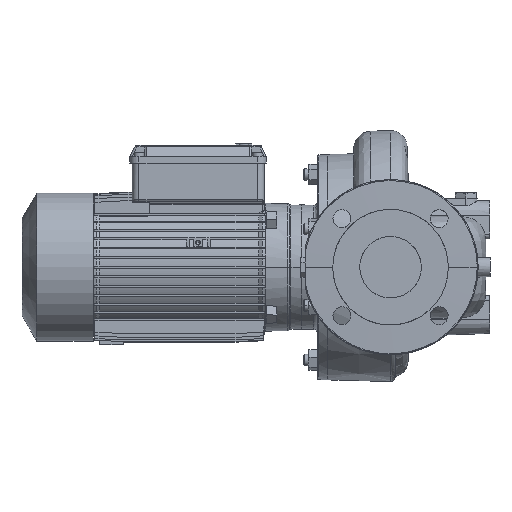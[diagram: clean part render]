
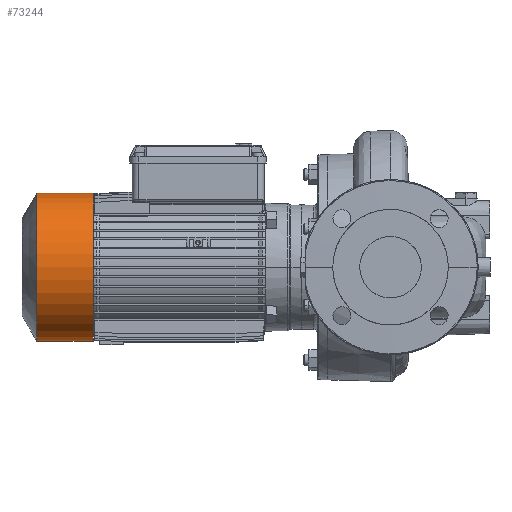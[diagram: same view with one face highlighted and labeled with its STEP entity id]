
A CAD part, left-side view. The second image highlights one B-rep face of the part: STEP entity #73244.
In plain terms, the highlighted cylindrical face has radius 78.3 mm (diameter 156.6 mm), a partial arc.
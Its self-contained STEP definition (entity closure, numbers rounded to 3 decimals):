
#2789 = ORIENTED_EDGE ( 'NONE', *, *, #12490, .T. ) ;
#4032 = CARTESIAN_POINT ( 'NONE',  ( 0., 78.3, -91. ) ) ;
#5688 = VERTEX_POINT ( 'NONE', #55092 ) ;
#10062 = AXIS2_PLACEMENT_3D ( 'NONE', #68704, #55252, #22936 ) ;
#11129 = EDGE_CURVE ( 'NONE', #27615, #86673, #64517, .T. ) ;
#12490 = EDGE_CURVE ( 'NONE', #12692, #5688, #94750, .T. ) ;
#12692 = VERTEX_POINT ( 'NONE', #39437 ) ;
#15472 = EDGE_CURVE ( 'NONE', #27615, #12692, #37531, .T. ) ;
#19422 = CYLINDRICAL_SURFACE ( 'NONE', #70841, 78.3 ) ;
#22936 = DIRECTION ( 'NONE',  ( 0., -1., 0. ) ) ;
#27615 = VERTEX_POINT ( 'NONE', #61270 ) ;
#28825 = ORIENTED_EDGE ( 'NONE', *, *, #34771, .F. ) ;
#32291 = CIRCLE ( 'NONE', #10062, 78.3 ) ;
#34771 = EDGE_CURVE ( 'NONE', #86673, #5688, #32291, .T. ) ;
#37531 = CIRCLE ( 'NONE', #93137, 78.3 ) ;
#39437 = CARTESIAN_POINT ( 'NONE',  ( 0., -78.3, -150.238 ) ) ;
#39852 = DIRECTION ( 'NONE',  ( 0., 0., 1. ) ) ;
#41927 = VECTOR ( 'NONE', #42605, 1000. ) ;
#42605 = DIRECTION ( 'NONE',  ( 0., 0., 1. ) ) ;
#50459 = CARTESIAN_POINT ( 'NONE',  ( 0., -78.3, -164.8 ) ) ;
#55092 = CARTESIAN_POINT ( 'NONE',  ( 0., -78.3, -91. ) ) ;
#55252 = DIRECTION ( 'NONE',  ( 0., 0., 1. ) ) ;
#55283 = CARTESIAN_POINT ( 'NONE',  ( 0., 0., -164.8 ) ) ;
#56265 = DIRECTION ( 'NONE',  ( 0., -1., 0. ) ) ;
#59177 = CARTESIAN_POINT ( 'NONE',  ( 0., 0., -150.238 ) ) ;
#60637 = DIRECTION ( 'NONE',  ( 0., 0., 1. ) ) ;
#61270 = CARTESIAN_POINT ( 'NONE',  ( 0., 78.3, -150.238 ) ) ;
#64517 = LINE ( 'NONE', #80402, #41927 ) ;
#65000 = ORIENTED_EDGE ( 'NONE', *, *, #11129, .F. ) ;
#68704 = CARTESIAN_POINT ( 'NONE',  ( 0., 0., -91. ) ) ;
#70841 = AXIS2_PLACEMENT_3D ( 'NONE', #55283, #39852, #56265 ) ;
#72857 = DIRECTION ( 'NONE',  ( 0., 0., 1. ) ) ;
#73244 = ADVANCED_FACE ( 'NONE', ( #98110 ), #19422, .T. ) ;
#80402 = CARTESIAN_POINT ( 'NONE',  ( 0., 78.3, -164.8 ) ) ;
#81555 = DIRECTION ( 'NONE',  ( 0., -1., 0. ) ) ;
#85626 = ORIENTED_EDGE ( 'NONE', *, *, #15472, .T. ) ;
#86673 = VERTEX_POINT ( 'NONE', #4032 ) ;
#92624 = EDGE_LOOP ( 'NONE', ( #65000, #85626, #2789, #28825 ) ) ;
#93137 = AXIS2_PLACEMENT_3D ( 'NONE', #59177, #60637, #81555 ) ;
#94750 = LINE ( 'NONE', #50459, #94838 ) ;
#94838 = VECTOR ( 'NONE', #72857, 1000. ) ;
#98110 = FACE_OUTER_BOUND ( 'NONE', #92624, .T. ) ;
